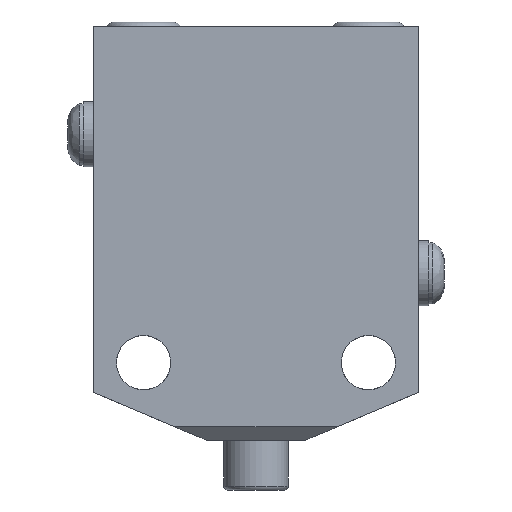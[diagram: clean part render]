
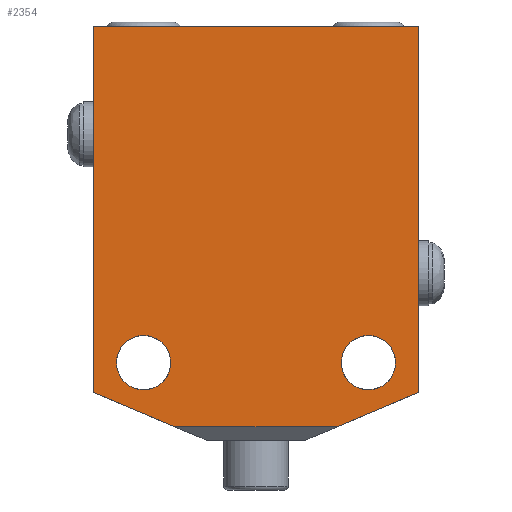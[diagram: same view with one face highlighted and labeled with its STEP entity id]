
A CAD part, front view. The second image highlights one B-rep face of the part: STEP entity #2354.
In plain terms, the highlighted planar face has unit normal (0, -1, 0).
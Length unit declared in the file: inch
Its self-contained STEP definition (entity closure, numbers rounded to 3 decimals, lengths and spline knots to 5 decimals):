
#204=CARTESIAN_POINT('',(-0.43307,-0.313,0.3));
#205=DIRECTION('',(0.,-1.,0.));
#206=DIRECTION('',(-1.,0.,0.));
#207=AXIS2_PLACEMENT_3D('',#204,#205,#206);
#209=CARTESIAN_POINT('',(-0.43307,-0.313,0.3));
#210=DIRECTION('',(0.,-1.,0.));
#211=DIRECTION('',(1.,0.,0.));
#212=AXIS2_PLACEMENT_3D('',#209,#210,#211);
#214=CARTESIAN_POINT('',(0.43307,-0.313,0.3));
#215=DIRECTION('',(0.,-1.,0.));
#216=DIRECTION('',(-1.,0.,0.));
#217=AXIS2_PLACEMENT_3D('',#214,#215,#216);
#219=CARTESIAN_POINT('',(0.43307,-0.313,0.3));
#220=DIRECTION('',(0.,-1.,0.));
#221=DIRECTION('',(1.,0.,0.));
#222=AXIS2_PLACEMENT_3D('',#219,#220,#221);
#224=DIRECTION('',(1.,0.,0.));
#225=VECTOR('',#224,0.626);
#226=CARTESIAN_POINT('',(-0.313,-0.313,0.05327));
#227=LINE('',#226,#225);
#228=DIRECTION('',(0.921,0.,-0.391));
#229=VECTOR('',#228,0.33894);
#230=CARTESIAN_POINT('',(-0.625,-0.313,0.18571));
#231=LINE('',#230,#229);
#232=DIRECTION('',(0.,0.,1.));
#233=VECTOR('',#232,1.40829);
#234=CARTESIAN_POINT('',(-0.625,-0.313,0.18571));
#235=LINE('',#234,#233);
#236=DIRECTION('',(0.921,0.,0.391));
#237=VECTOR('',#236,0.33894);
#238=CARTESIAN_POINT('',(0.313,-0.313,0.05327));
#239=LINE('',#238,#237);
#524=DIRECTION('',(0.,0.,1.));
#525=VECTOR('',#524,1.40829);
#526=CARTESIAN_POINT('',(0.625,-0.313,0.18571));
#527=LINE('',#526,#525);
#590=DIRECTION('',(1.,0.,0.));
#591=VECTOR('',#590,1.25);
#592=CARTESIAN_POINT('',(-0.625,-0.313,1.594));
#593=LINE('',#592,#591);
#1731=CARTESIAN_POINT('',(-0.625,-0.313,1.594));
#1733=VERTEX_POINT('',#1731);
#1734=CARTESIAN_POINT('',(0.625,-0.313,1.594));
#1735=VERTEX_POINT('',#1734);
#1802=CARTESIAN_POINT('',(-0.53757,-0.313,0.3));
#1803=CARTESIAN_POINT('',(-0.32857,-0.313,0.3));
#1804=VERTEX_POINT('',#1802);
#1805=VERTEX_POINT('',#1803);
#1814=CARTESIAN_POINT('',(0.32857,-0.313,0.3));
#1815=CARTESIAN_POINT('',(0.53757,-0.313,0.3));
#1816=VERTEX_POINT('',#1814);
#1817=VERTEX_POINT('',#1815);
#1827=CARTESIAN_POINT('',(-0.625,-0.313,0.18571));
#1829=VERTEX_POINT('',#1827);
#1830=CARTESIAN_POINT('',(0.625,-0.313,0.18571));
#1832=VERTEX_POINT('',#1830);
#2066=CARTESIAN_POINT('',(-0.313,-0.313,0.05327));
#2067=CARTESIAN_POINT('',(0.313,-0.313,0.05327));
#2068=VERTEX_POINT('',#2066);
#2069=VERTEX_POINT('',#2067);
#2325=CARTESIAN_POINT('',(-0.625,-0.313,0.));
#2326=DIRECTION('',(0.,-1.,0.));
#2327=DIRECTION('',(1.,0.,0.));
#2328=AXIS2_PLACEMENT_3D('',#2325,#2326,#2327);
#2329=PLANE('',#2328);
#2331=ORIENTED_EDGE('',*,*,#2330,.F.);
#2333=ORIENTED_EDGE('',*,*,#2332,.F.);
#2335=ORIENTED_EDGE('',*,*,#2334,.T.);
#2337=ORIENTED_EDGE('',*,*,#2336,.T.);
#2339=ORIENTED_EDGE('',*,*,#2338,.F.);
#2340=ORIENTED_EDGE('',*,*,#2258,.F.);
#2341=EDGE_LOOP('',(#2331,#2333,#2335,#2337,#2339,#2340));
#2342=FACE_OUTER_BOUND('',#2341,.F.);
#2343=ORIENTED_EDGE('',*,*,#2299,.T.);
#2345=ORIENTED_EDGE('',*,*,#2344,.T.);
#2346=EDGE_LOOP('',(#2343,#2345));
#2347=FACE_BOUND('',#2346,.F.);
#2349=ORIENTED_EDGE('',*,*,#2348,.T.);
#2351=ORIENTED_EDGE('',*,*,#2350,.T.);
#2352=EDGE_LOOP('',(#2349,#2351));
#2353=FACE_BOUND('',#2352,.F.);
#208=CIRCLE('',#207,0.1045);
#213=CIRCLE('',#212,0.1045);
#218=CIRCLE('',#217,0.1045);
#223=CIRCLE('',#222,0.1045);
#2258=EDGE_CURVE('',#2069,#1832,#239,.T.);
#2299=EDGE_CURVE('',#1816,#1817,#218,.T.);
#2330=EDGE_CURVE('',#2068,#2069,#227,.T.);
#2332=EDGE_CURVE('',#1829,#2068,#231,.T.);
#2334=EDGE_CURVE('',#1829,#1733,#235,.T.);
#2336=EDGE_CURVE('',#1733,#1735,#593,.T.);
#2338=EDGE_CURVE('',#1832,#1735,#527,.T.);
#2344=EDGE_CURVE('',#1817,#1816,#223,.T.);
#2348=EDGE_CURVE('',#1804,#1805,#208,.T.);
#2350=EDGE_CURVE('',#1805,#1804,#213,.T.);
#2354=ADVANCED_FACE('',(#2342,#2347,#2353),#2329,.T.);
